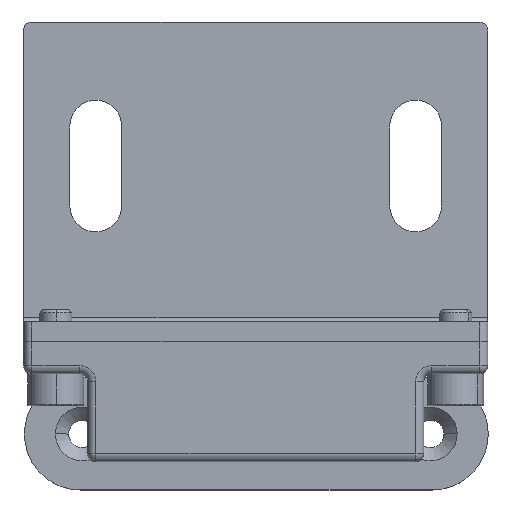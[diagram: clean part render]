
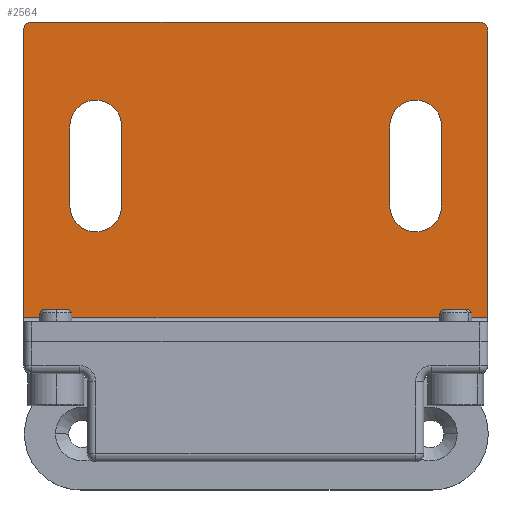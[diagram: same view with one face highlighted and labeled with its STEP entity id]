
A CAD part, top view. The second image highlights one B-rep face of the part: STEP entity #2564.
In plain terms, the highlighted face is planar.
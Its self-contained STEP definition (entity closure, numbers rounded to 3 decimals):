
#17 = LINE ( 'NONE', #3456, #1178 ) ;
#37 = DIRECTION ( 'NONE',  ( 0., 0., -1. ) ) ;
#53 = DIRECTION ( 'NONE',  ( 1., 0., 0. ) ) ;
#91 = CARTESIAN_POINT ( 'NONE',  ( 1., 2.5, 58. ) ) ;
#156 = AXIS2_PLACEMENT_3D ( 'NONE', #2559, #967, #53 ) ;
#168 = EDGE_LOOP ( 'NONE', ( #3462, #921, #1019, #3813, #1183, #2113 ) ) ;
#176 = CARTESIAN_POINT ( 'NONE',  ( 37., 2.5, 12.234 ) ) ;
#185 = EDGE_CURVE ( 'NONE', #991, #545, #3577, .T. ) ;
#236 = VERTEX_POINT ( 'NONE', #3373 ) ;
#245 = ORIENTED_EDGE ( 'NONE', *, *, #636, .T. ) ;
#265 = CARTESIAN_POINT ( 'NONE',  ( 13., 2.5, 45.766 ) ) ;
#267 = VERTEX_POINT ( 'NONE', #4068 ) ;
#276 = ORIENTED_EDGE ( 'NONE', *, *, #3709, .T. ) ;
#313 = VECTOR ( 'NONE', #2045, 1000. ) ;
#350 = CARTESIAN_POINT ( 'NONE',  ( 0., 2.5, 57. ) ) ;
#392 = CARTESIAN_POINT ( 'NONE',  ( 1., 2.5, 1. ) ) ;
#483 = CARTESIAN_POINT ( 'NONE',  ( 13., 2.5, 5.766 ) ) ;
#503 = CIRCLE ( 'NONE', #2149, 3.234 ) ;
#545 = VERTEX_POINT ( 'NONE', #1689 ) ;
#600 = CARTESIAN_POINT ( 'NONE',  ( 37., 2.5, 52.234 ) ) ;
#615 = DIRECTION ( 'NONE',  ( 1., 0., 0. ) ) ;
#616 = AXIS2_PLACEMENT_3D ( 'NONE', #3901, #2909, #1334 ) ;
#636 = EDGE_CURVE ( 'NONE', #1560, #1805, #2924, .T. ) ;
#732 = EDGE_CURVE ( 'NONE', #1805, #267, #3344, .T. ) ;
#749 = CARTESIAN_POINT ( 'NONE',  ( 13., 2.5, 52.234 ) ) ;
#766 = DIRECTION ( 'NONE',  ( 1., 0., 0. ) ) ;
#890 = CARTESIAN_POINT ( 'NONE',  ( 23., 2.5, 9. ) ) ;
#896 = VECTOR ( 'NONE', #1576, 1000. ) ;
#921 = ORIENTED_EDGE ( 'NONE', *, *, #3910, .T. ) ;
#930 = FACE_BOUND ( 'NONE', #3998, .T. ) ;
#932 = CARTESIAN_POINT ( 'NONE',  ( 37., 2.5, 58. ) ) ;
#960 = ORIENTED_EDGE ( 'NONE', *, *, #1402, .T. ) ;
#967 = DIRECTION ( 'NONE',  ( 0., -1., 0. ) ) ;
#991 = VERTEX_POINT ( 'NONE', #265 ) ;
#993 = VERTEX_POINT ( 'NONE', #1072 ) ;
#1019 = ORIENTED_EDGE ( 'NONE', *, *, #3544, .F. ) ;
#1040 = EDGE_CURVE ( 'NONE', #2174, #993, #17, .T. ) ;
#1053 = VERTEX_POINT ( 'NONE', #1509 ) ;
#1072 = CARTESIAN_POINT ( 'NONE',  ( 37., 2.5, 0. ) ) ;
#1090 = EDGE_CURVE ( 'NONE', #3162, #1053, #3435, .T. ) ;
#1149 = CARTESIAN_POINT ( 'NONE',  ( 37., 2.5, 58. ) ) ;
#1168 = VECTOR ( 'NONE', #1257, 1000. ) ;
#1178 = VECTOR ( 'NONE', #1856, 1000. ) ;
#1183 = ORIENTED_EDGE ( 'NONE', *, *, #3117, .T. ) ;
#1257 = DIRECTION ( 'NONE',  ( -1., 0., 0. ) ) ;
#1334 = DIRECTION ( 'NONE',  ( 1., 0., 0. ) ) ;
#1355 = VECTOR ( 'NONE', #2722, 1000. ) ;
#1364 = ORIENTED_EDGE ( 'NONE', *, *, #1601, .T. ) ;
#1393 = AXIS2_PLACEMENT_3D ( 'NONE', #1149, #2766, #615 ) ;
#1402 = EDGE_CURVE ( 'NONE', #2625, #2504, #2366, .T. ) ;
#1509 = CARTESIAN_POINT ( 'NONE',  ( 0., 2.5, 1. ) ) ;
#1529 = ORIENTED_EDGE ( 'NONE', *, *, #2618, .T. ) ;
#1560 = VERTEX_POINT ( 'NONE', #1947 ) ;
#1576 = DIRECTION ( 'NONE',  ( -1., 0., 0. ) ) ;
#1601 = EDGE_CURVE ( 'NONE', #267, #3605, #1845, .T. ) ;
#1655 = EDGE_CURVE ( 'NONE', #236, #1053, #2953, .T. ) ;
#1676 = ORIENTED_EDGE ( 'NONE', *, *, #2689, .T. ) ;
#1689 = CARTESIAN_POINT ( 'NONE',  ( 23., 2.5, 45.766 ) ) ;
#1713 = EDGE_LOOP ( 'NONE', ( #3072, #1676, #960, #276 ) ) ;
#1790 = CARTESIAN_POINT ( 'NONE',  ( 37., 2.5, 5.766 ) ) ;
#1805 = VERTEX_POINT ( 'NONE', #3716 ) ;
#1814 = DIRECTION ( 'NONE',  ( 1., 0., 0. ) ) ;
#1845 = CIRCLE ( 'NONE', #616, 3.234 ) ;
#1856 = DIRECTION ( 'NONE',  ( 0., 0., -1. ) ) ;
#1904 = CARTESIAN_POINT ( 'NONE',  ( 37., 2.5, 0. ) ) ;
#1947 = CARTESIAN_POINT ( 'NONE',  ( 23., 2.5, 5.766 ) ) ;
#2045 = DIRECTION ( 'NONE',  ( 1., 0., 0. ) ) ;
#2085 = AXIS2_PLACEMENT_3D ( 'NONE', #2474, #3679, #2452 ) ;
#2089 = LINE ( 'NONE', #1790, #2250 ) ;
#2113 = ORIENTED_EDGE ( 'NONE', *, *, #1655, .T. ) ;
#2133 = DIRECTION ( 'NONE',  ( 0., -1., 0. ) ) ;
#2149 = AXIS2_PLACEMENT_3D ( 'NONE', #2627, #2359, #766 ) ;
#2174 = VERTEX_POINT ( 'NONE', #932 ) ;
#2250 = VECTOR ( 'NONE', #1814, 1000. ) ;
#2339 = DIRECTION ( 'NONE',  ( 0., 1., 0. ) ) ;
#2359 = DIRECTION ( 'NONE',  ( 0., -1., 0. ) ) ;
#2366 = LINE ( 'NONE', #600, #3787 ) ;
#2370 = AXIS2_PLACEMENT_3D ( 'NONE', #392, #2339, #3273 ) ;
#2436 = FACE_OUTER_BOUND ( 'NONE', #168, .T. ) ;
#2452 = DIRECTION ( 'NONE',  ( 1., 0., 0. ) ) ;
#2460 = DIRECTION ( 'NONE',  ( 1., 0., 0. ) ) ;
#2474 = CARTESIAN_POINT ( 'NONE',  ( 1., 2.5, 57. ) ) ;
#2504 = VERTEX_POINT ( 'NONE', #749 ) ;
#2559 = CARTESIAN_POINT ( 'NONE',  ( 23., 2.5, 49. ) ) ;
#2564 = ADVANCED_FACE ( 'NONE', ( #3971, #930, #2436 ), #3027, .F. ) ;
#2618 = EDGE_CURVE ( 'NONE', #3605, #1560, #2089, .T. ) ;
#2625 = VERTEX_POINT ( 'NONE', #3346 ) ;
#2627 = CARTESIAN_POINT ( 'NONE',  ( 13., 2.5, 49. ) ) ;
#2689 = EDGE_CURVE ( 'NONE', #545, #2625, #3844, .T. ) ;
#2722 = DIRECTION ( 'NONE',  ( -1., 0., 0. ) ) ;
#2766 = DIRECTION ( 'NONE',  ( 0., -1., 0. ) ) ;
#2810 = CARTESIAN_POINT ( 'NONE',  ( 0., 2.5, 58. ) ) ;
#2820 = CARTESIAN_POINT ( 'NONE',  ( 37., 2.5, 58. ) ) ;
#2824 = VERTEX_POINT ( 'NONE', #91 ) ;
#2909 = DIRECTION ( 'NONE',  ( 0., -1., 0. ) ) ;
#2924 = CIRCLE ( 'NONE', #3266, 3.234 ) ;
#2953 = CIRCLE ( 'NONE', #2370, 1. ) ;
#3027 = PLANE ( 'NONE',  #1393 ) ;
#3072 = ORIENTED_EDGE ( 'NONE', *, *, #185, .T. ) ;
#3117 = EDGE_CURVE ( 'NONE', #993, #236, #3185, .T. ) ;
#3133 = CIRCLE ( 'NONE', #2085, 1. ) ;
#3134 = LINE ( 'NONE', #2820, #1168 ) ;
#3162 = VERTEX_POINT ( 'NONE', #350 ) ;
#3185 = LINE ( 'NONE', #1904, #896 ) ;
#3266 = AXIS2_PLACEMENT_3D ( 'NONE', #890, #2133, #2460 ) ;
#3273 = DIRECTION ( 'NONE',  ( 1., 0., 0. ) ) ;
#3344 = LINE ( 'NONE', #176, #1355 ) ;
#3346 = CARTESIAN_POINT ( 'NONE',  ( 23., 2.5, 52.234 ) ) ;
#3373 = CARTESIAN_POINT ( 'NONE',  ( 1., 2.5, 0. ) ) ;
#3435 = LINE ( 'NONE', #2810, #3581 ) ;
#3437 = ORIENTED_EDGE ( 'NONE', *, *, #732, .T. ) ;
#3456 = CARTESIAN_POINT ( 'NONE',  ( 37., 2.5, 58. ) ) ;
#3462 = ORIENTED_EDGE ( 'NONE', *, *, #1090, .F. ) ;
#3544 = EDGE_CURVE ( 'NONE', #2174, #2824, #3134, .T. ) ;
#3577 = LINE ( 'NONE', #3896, #313 ) ;
#3581 = VECTOR ( 'NONE', #37, 1000. ) ;
#3605 = VERTEX_POINT ( 'NONE', #483 ) ;
#3679 = DIRECTION ( 'NONE',  ( 0., 1., 0. ) ) ;
#3709 = EDGE_CURVE ( 'NONE', #2504, #991, #503, .T. ) ;
#3716 = CARTESIAN_POINT ( 'NONE',  ( 23., 2.5, 12.234 ) ) ;
#3787 = VECTOR ( 'NONE', #3868, 1000. ) ;
#3813 = ORIENTED_EDGE ( 'NONE', *, *, #1040, .T. ) ;
#3844 = CIRCLE ( 'NONE', #156, 3.234 ) ;
#3868 = DIRECTION ( 'NONE',  ( -1., 0., 0. ) ) ;
#3896 = CARTESIAN_POINT ( 'NONE',  ( 37., 2.5, 45.766 ) ) ;
#3901 = CARTESIAN_POINT ( 'NONE',  ( 13., 2.5, 9. ) ) ;
#3910 = EDGE_CURVE ( 'NONE', #3162, #2824, #3133, .T. ) ;
#3971 = FACE_BOUND ( 'NONE', #1713, .T. ) ;
#3998 = EDGE_LOOP ( 'NONE', ( #1529, #245, #3437, #1364 ) ) ;
#4068 = CARTESIAN_POINT ( 'NONE',  ( 13., 2.5, 12.234 ) ) ;
